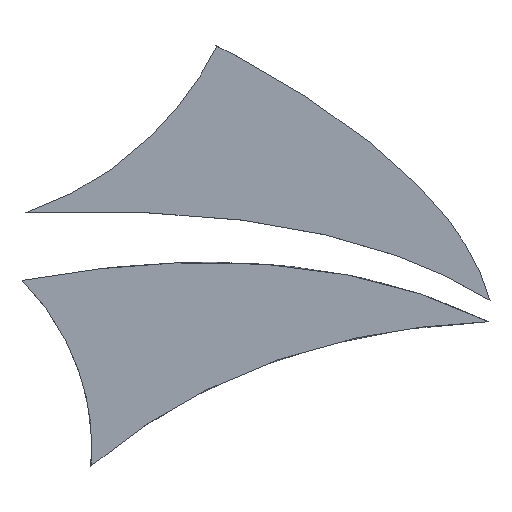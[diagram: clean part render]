
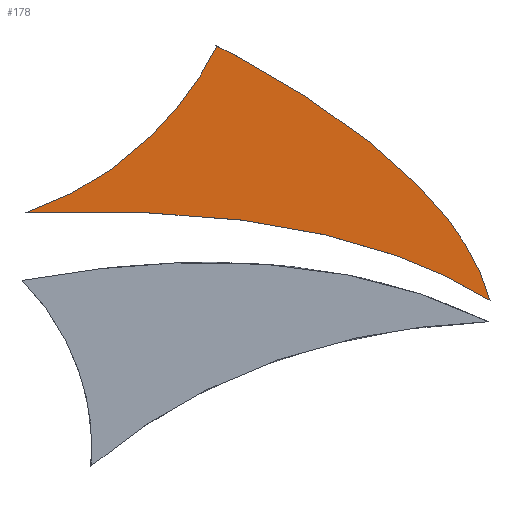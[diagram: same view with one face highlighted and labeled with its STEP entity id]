
A CAD part, top view. The second image highlights one B-rep face of the part: STEP entity #178.
In plain terms, the highlighted planar face has unit normal (0, 0, 1).
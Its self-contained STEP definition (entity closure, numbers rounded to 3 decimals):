
#18=B_SPLINE_CURVE_WITH_KNOTS('',2,(#301,#302,#303),.UNSPECIFIED.,.F.,.F.,
(3,3),(0.,1.),.UNSPECIFIED.);
#27=PLANE('',#201);
#36=FACE_OUTER_BOUND('',#48,.T.);
#48=EDGE_LOOP('',(#141,#142,#143,#144,#145));
#58=LINE('',#254,#68);
#68=VECTOR('',#212,10.);
#76=(
BOUNDED_CURVE()
B_SPLINE_CURVE(3,(#245,#246,#247,#248),.UNSPECIFIED.,.F.,.F.)
B_SPLINE_CURVE_WITH_KNOTS((4,4),(0.005,1.),.UNSPECIFIED.)
CURVE()
GEOMETRIC_REPRESENTATION_ITEM()
RATIONAL_B_SPLINE_CURVE((1.,1.,1.,1.))
REPRESENTATION_ITEM('')
);
#78=(
BOUNDED_CURVE()
B_SPLINE_CURVE(3,(#268,#269,#270,#271),.UNSPECIFIED.,.F.,.F.)
B_SPLINE_CURVE_WITH_KNOTS((4,4),(-0.005,0.),.UNSPECIFIED.)
CURVE()
GEOMETRIC_REPRESENTATION_ITEM()
RATIONAL_B_SPLINE_CURVE((1.,1.,1.,1.))
REPRESENTATION_ITEM('')
);
#80=(
BOUNDED_CURVE()
B_SPLINE_CURVE(3,(#287,#288,#289,#290),.UNSPECIFIED.,.F.,.F.)
B_SPLINE_CURVE_WITH_KNOTS((4,4),(0.,1.),.UNSPECIFIED.)
CURVE()
GEOMETRIC_REPRESENTATION_ITEM()
RATIONAL_B_SPLINE_CURVE((1.,1.,1.,1.))
REPRESENTATION_ITEM('')
);
#85=VERTEX_POINT('',#242);
#86=VERTEX_POINT('',#244);
#88=VERTEX_POINT('',#253);
#90=VERTEX_POINT('',#286);
#99=EDGE_CURVE('',#86,#85,#76,.T.);
#102=EDGE_CURVE('',#88,#86,#58,.T.);
#105=EDGE_CURVE('',#86,#88,#78,.T.);
#108=EDGE_CURVE('',#90,#86,#80,.T.);
#111=EDGE_CURVE('',#85,#90,#18,.T.);
#141=ORIENTED_EDGE('',*,*,#111,.T.);
#142=ORIENTED_EDGE('',*,*,#108,.T.);
#143=ORIENTED_EDGE('',*,*,#105,.T.);
#144=ORIENTED_EDGE('',*,*,#102,.T.);
#145=ORIENTED_EDGE('',*,*,#99,.T.);
#178=ADVANCED_FACE('',(#36),#27,.T.);
#201=AXIS2_PLACEMENT_3D('',#304,#216,#217);
#212=DIRECTION('',(-0.894,0.447,0.));
#216=DIRECTION('center_axis',(0.,0.,1.));
#217=DIRECTION('ref_axis',(1.,0.,0.));
#242=CARTESIAN_POINT('',(77.799,-35.379,1.));
#244=CARTESIAN_POINT('',(86.022,-28.221,1.));
#245=CARTESIAN_POINT('Ctrl Pts',(86.022,-28.221,1.));
#246=CARTESIAN_POINT('Ctrl Pts',(86.002,-28.24,1.));
#247=CARTESIAN_POINT('Ctrl Pts',(83.805,-33.348,1.));
#248=CARTESIAN_POINT('Ctrl Pts',(77.799,-35.379,1.));
#253=CARTESIAN_POINT('',(86.022,-28.221,1.));
#254=CARTESIAN_POINT('',(86.022,-28.221,1.));
#268=CARTESIAN_POINT('Ctrl Pts',(86.022,-28.221,1.));
#269=CARTESIAN_POINT('Ctrl Pts',(86.022,-28.22,1.));
#270=CARTESIAN_POINT('Ctrl Pts',(86.022,-28.22,1.));
#271=CARTESIAN_POINT('Ctrl Pts',(86.022,-28.221,1.));
#286=CARTESIAN_POINT('',(97.766,-39.136,1.));
#287=CARTESIAN_POINT('Ctrl Pts',(97.766,-39.136,1.));
#288=CARTESIAN_POINT('Ctrl Pts',(96.139,-32.747,1.));
#289=CARTESIAN_POINT('Ctrl Pts',(85.136,-27.777,1.));
#290=CARTESIAN_POINT('Ctrl Pts',(86.022,-28.221,1.));
#301=CARTESIAN_POINT('Ctrl Pts',(77.799,-35.379,1.));
#302=CARTESIAN_POINT('Ctrl Pts',(90.933,-34.817,1.));
#303=CARTESIAN_POINT('Ctrl Pts',(97.766,-39.136,1.));
#304=CARTESIAN_POINT('Origin',(87.783,-33.457,1.));
